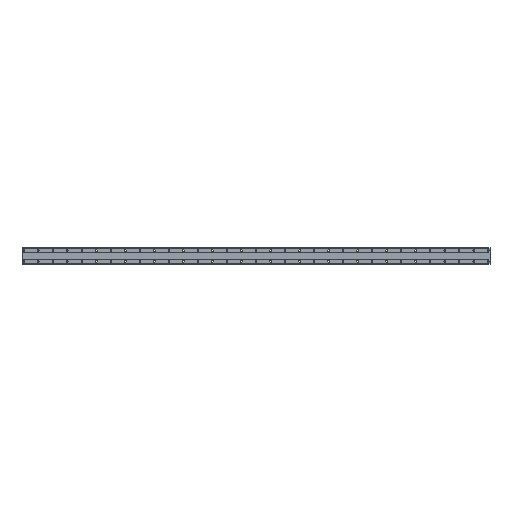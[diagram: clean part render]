
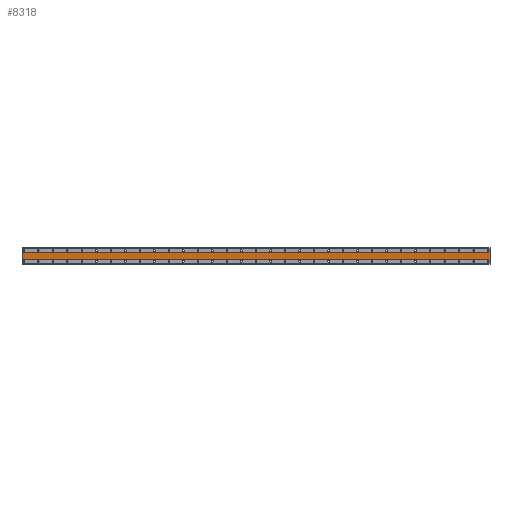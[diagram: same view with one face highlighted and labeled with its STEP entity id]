
A CAD part, front view. The second image highlights one B-rep face of the part: STEP entity #8318.
In plain terms, the highlighted planar face has unit normal (0, -1, 0).
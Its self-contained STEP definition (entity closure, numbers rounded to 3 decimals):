
#963 = ORIENTED_EDGE ( 'NONE', *, *, #1998, .T. ) ;
#1044 = CARTESIAN_POINT ( 'NONE',  ( -10., 1., 44.91 ) ) ;
#1211 = CARTESIAN_POINT ( 'NONE',  ( -10., 1., 20. ) ) ;
#1222 = CARTESIAN_POINT ( 'NONE',  ( 2570., 1., 20. ) ) ;
#1446 = CARTESIAN_POINT ( 'NONE',  ( -10., 1., -20. ) ) ;
#1684 = CARTESIAN_POINT ( 'NONE',  ( 2570., 1., 44.91 ) ) ;
#1998 = EDGE_CURVE ( 'NONE', #4885, #5974, #7106, .T. ) ;
#2087 = FACE_OUTER_BOUND ( 'NONE', #6344, .T. ) ;
#2168 = ORIENTED_EDGE ( 'NONE', *, *, #9127, .F. ) ;
#2249 = EDGE_CURVE ( 'NONE', #9686, #9339, #5950, .T. ) ;
#3666 = LINE ( 'NONE', #5368, #10169 ) ;
#4249 = VECTOR ( 'NONE', #8093, 1000. ) ;
#4685 = DIRECTION ( 'NONE',  ( 0., 1., 0. ) ) ;
#4885 = VERTEX_POINT ( 'NONE', #1211 ) ;
#5368 = CARTESIAN_POINT ( 'NONE',  ( 2570., 1., 20. ) ) ;
#5423 = DIRECTION ( 'NONE',  ( 1., 0., 0. ) ) ;
#5535 = PLANE ( 'NONE',  #8882 ) ;
#5620 = DIRECTION ( 'NONE',  ( -1., 0., 0. ) ) ;
#5699 = VECTOR ( 'NONE', #5620, 1000. ) ;
#5950 = LINE ( 'NONE', #1684, #10716 ) ;
#5974 = VERTEX_POINT ( 'NONE', #1446 ) ;
#6344 = EDGE_LOOP ( 'NONE', ( #10427, #6769, #2168, #963 ) ) ;
#6483 = CARTESIAN_POINT ( 'NONE',  ( 2570., 1., 20. ) ) ;
#6769 = ORIENTED_EDGE ( 'NONE', *, *, #2249, .F. ) ;
#7106 = LINE ( 'NONE', #1044, #4249 ) ;
#7116 = EDGE_CURVE ( 'NONE', #9339, #5974, #10071, .T. ) ;
#8093 = DIRECTION ( 'NONE',  ( 0., 0., -1. ) ) ;
#8208 = DIRECTION ( 'NONE',  ( 0., 0., 1. ) ) ;
#8318 = ADVANCED_FACE ( 'NONE', ( #2087 ), #5535, .F. ) ;
#8882 = AXIS2_PLACEMENT_3D ( 'NONE', #1222, #4685, #8208 ) ;
#9095 = CARTESIAN_POINT ( 'NONE',  ( 2570., 1., -20. ) ) ;
#9127 = EDGE_CURVE ( 'NONE', #4885, #9686, #3666, .T. ) ;
#9145 = CARTESIAN_POINT ( 'NONE',  ( 2570., 1., -20. ) ) ;
#9339 = VERTEX_POINT ( 'NONE', #9095 ) ;
#9512 = DIRECTION ( 'NONE',  ( 0., 0., -1. ) ) ;
#9686 = VERTEX_POINT ( 'NONE', #6483 ) ;
#10071 = LINE ( 'NONE', #9145, #5699 ) ;
#10169 = VECTOR ( 'NONE', #5423, 1000. ) ;
#10427 = ORIENTED_EDGE ( 'NONE', *, *, #7116, .F. ) ;
#10716 = VECTOR ( 'NONE', #9512, 1000. ) ;
